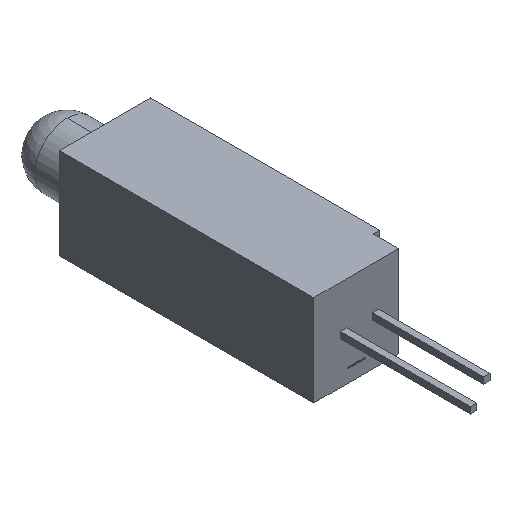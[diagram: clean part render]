
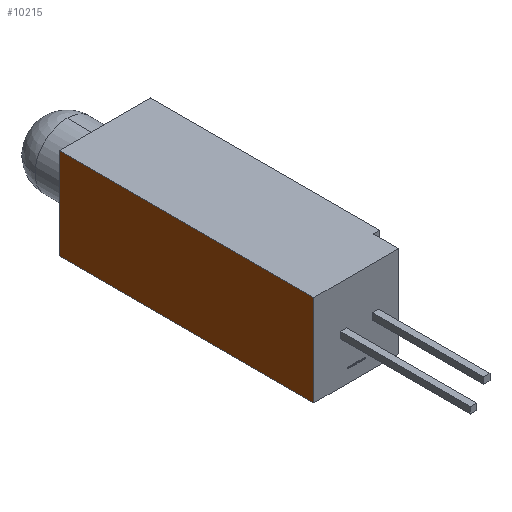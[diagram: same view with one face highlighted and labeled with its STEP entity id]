
A CAD part, isometric view. The second image highlights one B-rep face of the part: STEP entity #10215.
In plain terms, the highlighted planar face has unit normal (-1, 0, 0).
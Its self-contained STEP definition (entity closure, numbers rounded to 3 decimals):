
#1181 = EDGE_CURVE ( 'NONE', #3822, #3820, #2810, .T. ) ;
#1279 = EDGE_CURVE ( 'NONE', #3735, #3732, #7171, .T. ) ;
#2417 = LINE ( 'NONE', #2418, #6076 ) ;
#2418 = CARTESIAN_POINT ( 'NONE',  ( -3.57, -40.686, -3.57 ) ) ;
#2419 = DIRECTION ( 'NONE',  ( 0., -1., 0. ) ) ;
#2420 = LINE ( 'NONE', #2421, #6077 ) ;
#2421 = CARTESIAN_POINT ( 'NONE',  ( -3.57, -40.686, 3.57 ) ) ;
#2422 = DIRECTION ( 'NONE',  ( 0., -1., 0. ) ) ;
#2810 = LINE ( 'NONE', #2811, #12052 ) ;
#2811 = CARTESIAN_POINT ( 'NONE',  ( -3.57, 0., 3.57 ) ) ;
#2812 = DIRECTION ( 'NONE',  ( 0., 0., -1. ) ) ;
#3420 = PLANE ( 'NONE',  #4549 ) ;
#3421 = CARTESIAN_POINT ( 'NONE',  ( -3.57, -40.686, 3.57 ) ) ;
#3423 = DIRECTION ( 'NONE',  ( 1., 0., 0. ) ) ;
#3425 = DIRECTION ( 'NONE',  ( 0., 1., 0. ) ) ;
#3732 = VERTEX_POINT ( 'NONE', #7322 ) ;
#3735 = VERTEX_POINT ( 'NONE', #7325 ) ;
#3820 = VERTEX_POINT ( 'NONE', #7410 ) ;
#3822 = VERTEX_POINT ( 'NONE', #7412 ) ;
#4546 = FACE_OUTER_BOUND ( 'NONE', #9406, .T. ) ;
#4549 = AXIS2_PLACEMENT_3D ( 'NONE', #3421, #3423, #3425 ) ;
#5619 = EDGE_CURVE ( 'NONE', #3820, #3732, #2417, .T. ) ;
#5620 = EDGE_CURVE ( 'NONE', #3822, #3735, #2420, .T. ) ;
#6076 = VECTOR ( 'NONE', #2419, 1000. ) ;
#6077 = VECTOR ( 'NONE', #2422, 1000. ) ;
#7171 = LINE ( 'NONE', #7172, #8996 ) ;
#7172 = CARTESIAN_POINT ( 'NONE',  ( -3.57, -19.94, 3.57 ) ) ;
#7173 = DIRECTION ( 'NONE',  ( 0., 0., -1. ) ) ;
#7322 = CARTESIAN_POINT ( 'NONE',  ( -3.57, -19.94, -3.57 ) ) ;
#7325 = CARTESIAN_POINT ( 'NONE',  ( -3.57, -19.94, 3.57 ) ) ;
#7410 = CARTESIAN_POINT ( 'NONE',  ( -3.57, 0., -3.57 ) ) ;
#7412 = CARTESIAN_POINT ( 'NONE',  ( -3.57, 0., 3.57 ) ) ;
#7710 = ORIENTED_EDGE ( 'NONE', *, *, #5620, .F. ) ;
#7712 = ORIENTED_EDGE ( 'NONE', *, *, #5619, .T. ) ;
#7713 = ORIENTED_EDGE ( 'NONE', *, *, #1279, .F. ) ;
#7715 = ORIENTED_EDGE ( 'NONE', *, *, #1181, .T. ) ;
#8996 = VECTOR ( 'NONE', #7173, 1000. ) ;
#9406 = EDGE_LOOP ( 'NONE', ( #7712, #7713, #7710, #7715 ) ) ;
#10215 = ADVANCED_FACE ( 'NONE', ( #4546 ), #3420, .F. ) ;
#12052 = VECTOR ( 'NONE', #2812, 1000. ) ;
